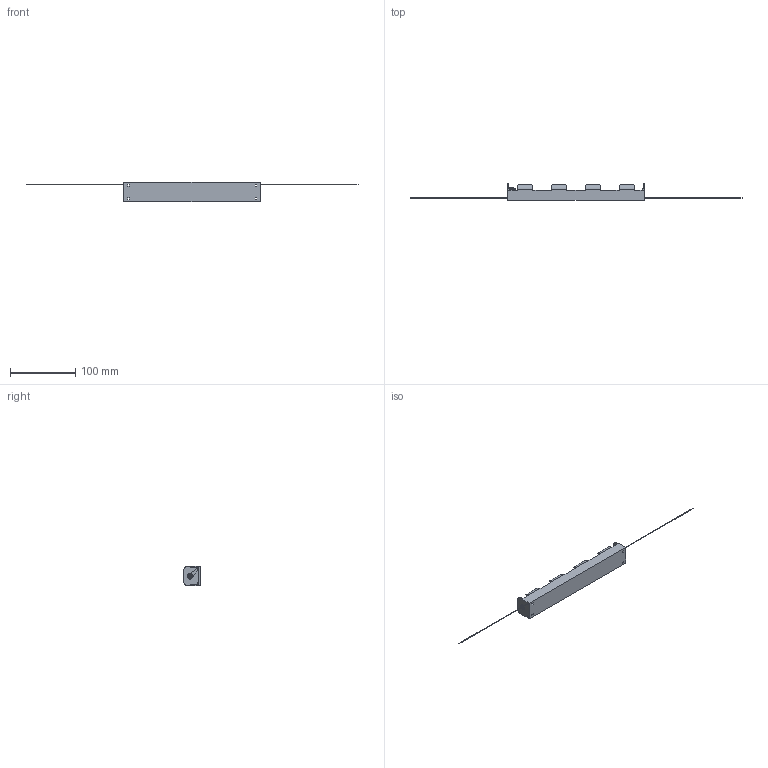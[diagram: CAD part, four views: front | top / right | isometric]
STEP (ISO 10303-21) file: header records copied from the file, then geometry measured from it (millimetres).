
FILE_DESCRIPTION (( 'STEP AP214' ), '1' );
FILE_NAME ('BH14CW.STEP', '2019-11-19T06:48:42', ( '' ), ( '' ), 'SwSTEP 2.0', 'SolidWorks 2017', '' );
FILE_SCHEMA (( 'AUTOMOTIVE_DESIGN' ));
Length unit declared in the file: millimetre
Products named in the file (1): BH14CW
Bounding box: 509.19 x 25 x 29.4 mm (x, y, z)
Volume: 26009 mm3; surface area: 33053.9 mm2
Topology: 9 solids, 9 shells, 244 faces, 638 edges, 412 vertices
Faces by surface type: plane 121, cylinder 93, torus 26, bspline 4
Entity records: 9920 total; most frequent: CARTESIAN_POINT 3684, DIRECTION 1282, ORIENTED_EDGE 1272, EDGE_CURVE 636, AXIS2_PLACEMENT_3D 457, VERTEX_POINT 411, LINE 368, VECTOR 368
